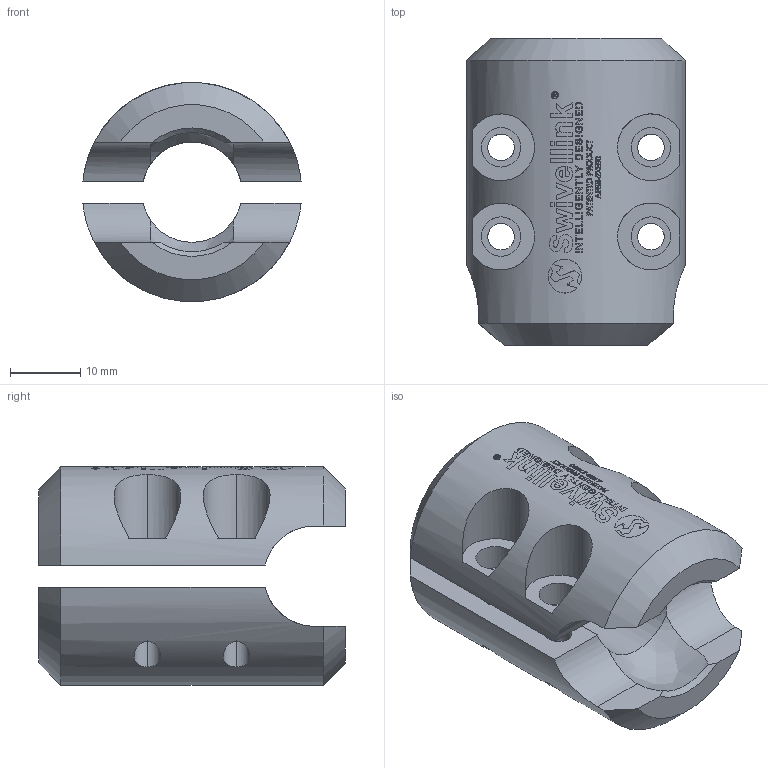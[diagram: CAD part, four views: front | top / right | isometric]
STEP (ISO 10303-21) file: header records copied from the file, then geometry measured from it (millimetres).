
FILE_DESCRIPTION (( 'STEP AP214' ), '1' );
FILE_NAME ('AFSB-2XS90.STEP', '2023-12-13T14:53:35', ( '' ), ( '' ), 'SwSTEP 2.0', 'SolidWorks 2023', '' );
FILE_SCHEMA (( 'AUTOMOTIVE_DESIGN' ));
Length unit declared in the file: inch
Products named in the file (1): AFSB-2XS90
Bounding box: 31.08 x 43.69 x 31.19 mm (x, y, z)
Volume: 17931.6 mm3; surface area: 8310 mm2
Topology: 2 solids, 2 shells, 136 faces, 1293 edges, 1243 vertices
Faces by surface type: cylinder 108, plane 16, cone 8, bspline 4
Entity records: 15104 total; most frequent: CARTESIAN_POINT 6186, ORIENTED_EDGE 2586, EDGE_CURVE 1293, VERTEX_POINT 1243, DIRECTION 1055, B_SPLINE_CURVE_WITH_KNOTS 760, AXIS2_PLACEMENT_3D 389, LINE 277
